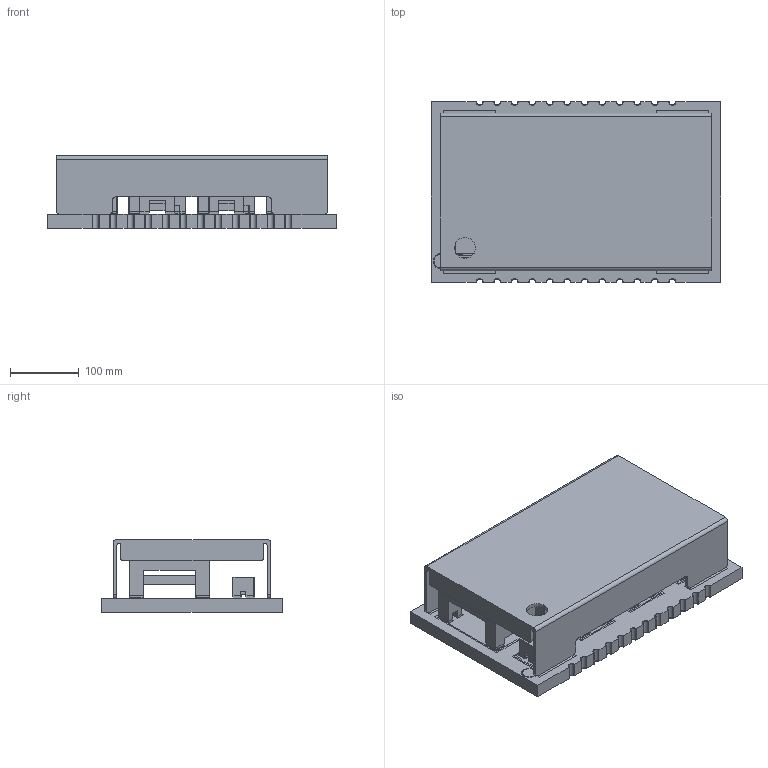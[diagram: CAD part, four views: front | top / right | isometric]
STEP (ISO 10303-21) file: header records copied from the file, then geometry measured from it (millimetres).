
FILE_DESCRIPTION(/* description */ (''),/* implementation_level */ '2;1');
FILE_NAME(/* name */ 'SM42P01EL v1.step',/* time_stamp */ '2021-06-11T14:16:52+03:00',/* author */ (''),/* organization */ (''),/* preprocessor_version */ 'ST-DEVELOPER v18.1',/* originating_system */ 'Autodesk Translation Framework v10.9.0.1377',/* authorisation */ '');
FILE_SCHEMA (('AUTOMOTIVE_DESIGN { 1 0 10303 214 3 1 1 }'));
Length unit declared in the file: millimetre
Products named in the file (153): SM42P01EL; 16G,E,J  type1; 16G,E,J  type2; 16G,E,J  type3; 16G,E,J  type4; 16G,E,J  type5; 16G,E,J  type6; 16G,E,J  type7; 16G,E,J  type8; 16G,E,J  type9; 16G,E,J  type10; 16G,E,J  type11; 16G,E,J  type12; 16G,E,J  type13; 16G,E,J  type14; 16G,E,J  type15; 16G,E,J  type16; 16G,E,J  type17; 16G,E,J  type18; 16G,E,J  type19; 16G,E,J  type20; 16G,E,J  type21; 16G,E,J  type22; 16G,E,J  type23; 16G,E,J  type24; 16G,E,J  type25; 16G,E,J  type26; 16G,E,J  type27; 16G,E,J  type28; 16G,E,J  type29; 16G,E,J  type30; 16G,E,J  type31; 16G,E,J  type32; 16G,E,J  type33; 16G,E,J  type34; 16G,E,J  type35; 16G,E,J  type36; 16G,E,J  type37; 16G,E,J  type38; 16G,E,J  type39 ...
Assembly tree (152 placements, depth 2):
  SM42P01EL
    16G,E,J  type1
    16G,E,J  type2
    16G,E,J  type3
    16G,E,J  type4
    16G,E,J  type5
    16G,E,J  type6
    16G,E,J  type7
    16G,E,J  type8
    16G,E,J  type9
    16G,E,J  type10
    16G,E,J  type11
    16G,E,J  type12
    16G,E,J  type13
    16G,E,J  type14
    16G,E,J  type15
    16G,E,J  type16
    16G,E,J  type17
    16G,E,J  type18
    16G,E,J  type19
    16G,E,J  type20
    16G,E,J  type21
    16G,E,J  type22
    16G,E,J  type23
    16G,E,J  type24
    16G,E,J  type25
    16G,E,J  type26
    16G,E,J  type27
    16G,E,J  type28
    16G,E,J  type29
    16G,E,J  type30
    16G,E,J  type31
    16G,E,J  type32
    16G,E,J  type33
    16G,E,J  type34
    16G,E,J  type35
    16G,E,J  type36
    16G,E,J  type37
    16G,E,J  type38
    16G,E,J  type39
    16G,E,J  type40
    16G,E,J  type41
    16G,E,J  type42
    16G,E,J  type43
    16G,E,J  type44
    16G,E,J  type45
    16G,E,J  type46
    16G,E,J  type47
    16G,E,J  type48
    16G,E,J  type49
    16G,E,J  type50
    16G,E,J  type51
    16G,E,J  type52
    16G,E,J  type53
    16G,E,J  type54
    16G,E,J  type55
    16G,E,J  type56
    16G,E,J  type57
    16G,E,J  type58
    16G,E,J  type59
Bounding box: 419.1 x 261.62 x 105.44 mm (x, y, z)
Volume: 4930774.5 mm3; surface area: 892321.2 mm2
Topology: 159 solids, 159 shells, 2009 faces, 4405 edges, 2714 vertices
Faces by surface type: plane 1114, cylinder 691, sphere 204
Full cylindrical faces by diameter (mm): 20.32 x1, 22.86 x1, 30.48 x1
Entity records: 59265 total; most frequent: DIRECTION 10363, CARTESIAN_POINT 9433, ORIENTED_EDGE 8810, EDGE_CURVE 4405, AXIS2_PLACEMENT_3D 3644, LINE 3075, VECTOR 3075, VERTEX_POINT 2714
